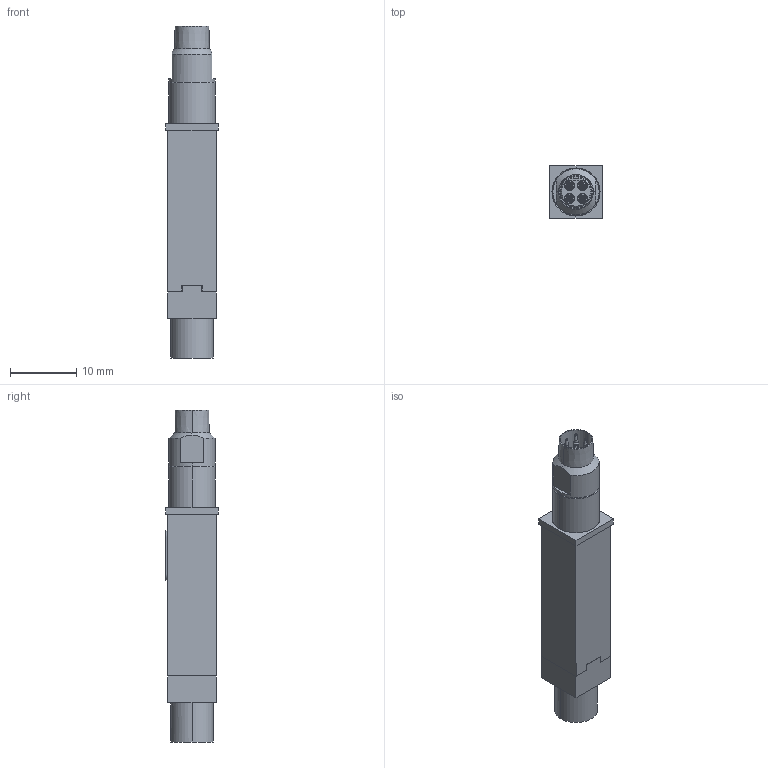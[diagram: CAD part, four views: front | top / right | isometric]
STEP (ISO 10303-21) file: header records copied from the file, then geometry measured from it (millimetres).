
FILE_DESCRIPTION (( 'STEP AP214' ), '1' );
FILE_NAME ('MOD-F81912B0001Gxxxx~-a.STEP', '2019-02-12T09:58:34', ( 'first' ), ( 'Hewlett-Packard Company' ), 'SwSTEP 2.0', 'SolidWorks 2015', '' );
FILE_SCHEMA (( 'AUTOMOTIVE_DESIGN' ));
Length unit declared in the file: millimetre
Products named in the file (1): MOD-F81912B0001Gxxxx~-a
Bounding box: 8 x 8 x 50.3 mm (x, y, z)
Volume: 1905.3 mm3; surface area: 2930.3 mm2
Topology: 8 solids, 16 shells, 1198 faces, 3338 edges, 2178 vertices
Faces by surface type: plane 701, cone 191, cylinder 182, bspline 124
Entity records: 55585 total; most frequent: CARTESIAN_POINT 11144, ORIENTED_EDGE 6596, DIRECTION 6404, EDGE_CURVE 3298, AXIS2_PLACEMENT_3D 2312, VERTEX_POINT 2178, LINE 1780, VECTOR 1780
